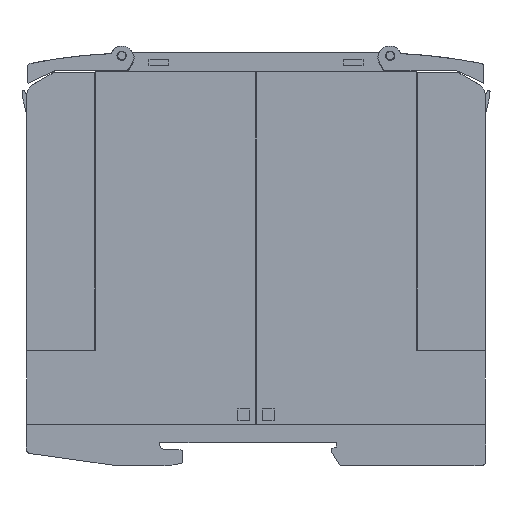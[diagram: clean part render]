
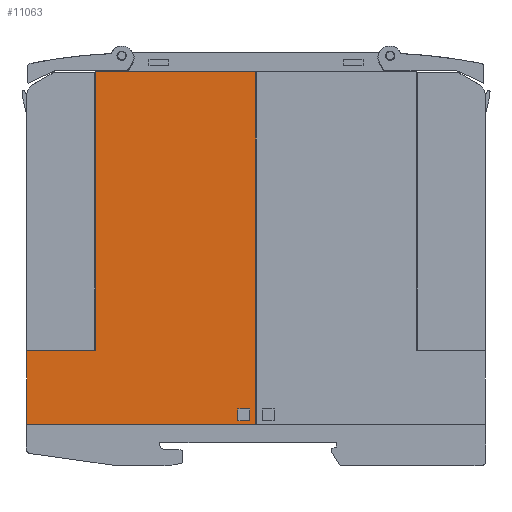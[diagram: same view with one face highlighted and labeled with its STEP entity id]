
A CAD part, left-side view. The second image highlights one B-rep face of the part: STEP entity #11063.
In plain terms, the highlighted planar face has unit normal (-1, 0, 0).
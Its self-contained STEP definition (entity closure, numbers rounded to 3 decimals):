
#11063=ADVANCED_FACE('',(#29028,#29029),#29030,.T.);
#15171=VERTEX_POINT('',#33180);
#15177=VERTEX_POINT('',#33186);
#15179=EDGE_CURVE('',#15177,#15171,#33188,.T.);
#15223=VERTEX_POINT('',#33232);
#15225=EDGE_CURVE('',#15223,#15177,#33234,.T.);
#24049=VERTEX_POINT('',#42058);
#24053=VERTEX_POINT('',#42062);
#24055=EDGE_CURVE('',#24053,#24049,#42064,.T.);
#24283=VERTEX_POINT('',#42292);
#24287=VERTEX_POINT('',#42296);
#24289=EDGE_CURVE('',#24287,#24283,#42298,.T.);
#24301=VERTEX_POINT('',#42310);
#24305=EDGE_CURVE('',#24283,#24301,#42314,.T.);
#24321=VERTEX_POINT('',#42330);
#24323=EDGE_CURVE('',#24321,#24053,#42332,.T.);
#24335=VERTEX_POINT('',#42344);
#24337=EDGE_CURVE('',#24335,#24287,#42346,.T.);
#24343=EDGE_CURVE('',#24301,#24335,#42352,.T.);
#24347=EDGE_CURVE('',#24321,#15171,#42356,.T.);
#24351=EDGE_CURVE('',#24049,#15223,#42360,.T.);
#29028=FACE_OUTER_BOUND('',#47027,.T.);
#29029=FACE_BOUND('',#47028,.T.);
#29030=PLANE('',#47029);
#33180=CARTESIAN_POINT('',(0.05,100.899,25.101));
#33186=CARTESIAN_POINT('',(0.05,85.799,25.101));
#33188=LINE('',#53821,#53822);
#33232=CARTESIAN_POINT('',(0.05,85.799,85.801));
#33234=LINE('',#53891,#53892);
#42058=CARTESIAN_POINT('',(0.05,50.999,85.801));
#42062=CARTESIAN_POINT('',(0.05,50.999,9.001));
#42064=LINE('',#68115,#68116);
#42292=CARTESIAN_POINT('',(0.05,54.899,9.801));
#42296=CARTESIAN_POINT('',(0.05,52.299,9.801));
#42298=LINE('',#68485,#68486);
#42310=CARTESIAN_POINT('',(0.05,54.899,12.401));
#42314=LINE('',#68513,#68514);
#42330=CARTESIAN_POINT('',(0.05,100.899,9.001));
#42332=LINE('',#68541,#68542);
#42344=CARTESIAN_POINT('',(0.05,52.299,12.401));
#42346=LINE('',#68563,#68564);
#42352=LINE('',#68575,#68576);
#42356=LINE('',#68583,#68584);
#42360=LINE('',#68591,#68592);
#47027=EDGE_LOOP('',(#82597,#82598,#82599,#82600,#82601,#82602));
#47028=EDGE_LOOP('',(#82603,#82604,#82605,#82606));
#47029=AXIS2_PLACEMENT_3D('',#82607,#82608,#82609);
#53821=CARTESIAN_POINT('',(0.05,72.199,25.101));
#53822=VECTOR('',#84587,1.0);
#53891=CARTESIAN_POINT('',(0.05,85.799,32.226));
#53892=VECTOR('',#84599,1.0);
#68115=CARTESIAN_POINT('',(0.05,50.999,9.001));
#68116=VECTOR('',#88077,1.0);
#68485=CARTESIAN_POINT('',(0.05,52.299,9.801));
#68486=VECTOR('',#88145,1.0);
#68513=CARTESIAN_POINT('',(0.05,54.899,10.051));
#68514=VECTOR('',#88151,1.0);
#68541=CARTESIAN_POINT('',(0.05,100.899,9.001));
#68542=VECTOR('',#88156,1.0);
#68563=CARTESIAN_POINT('',(0.05,52.299,10.051));
#68564=VECTOR('',#88160,1.0);
#68575=CARTESIAN_POINT('',(0.05,52.299,12.401));
#68576=VECTOR('',#88163,1.0);
#68583=CARTESIAN_POINT('',(0.05,100.899,9.001));
#68584=VECTOR('',#88165,1.0);
#68591=CARTESIAN_POINT('',(0.05,100.899,85.801));
#68592=VECTOR('',#88167,1.0);
#82597=ORIENTED_EDGE('',*,*,#15179,.T.);
#82598=ORIENTED_EDGE('',*,*,#24347,.F.);
#82599=ORIENTED_EDGE('',*,*,#24323,.T.);
#82600=ORIENTED_EDGE('',*,*,#24055,.T.);
#82601=ORIENTED_EDGE('',*,*,#24351,.T.);
#82602=ORIENTED_EDGE('',*,*,#15225,.T.);
#82603=ORIENTED_EDGE('',*,*,#24337,.T.);
#82604=ORIENTED_EDGE('',*,*,#24289,.T.);
#82605=ORIENTED_EDGE('',*,*,#24305,.T.);
#82606=ORIENTED_EDGE('',*,*,#24343,.T.);
#82607=CARTESIAN_POINT('',(0.05,50.999,9.001));
#82608=DIRECTION('',(-1.0,0.0,0.0));
#82609=DIRECTION('',(0.0,1.0,0.0));
#84587=DIRECTION('',(0.0,1.0,0.0));
#84599=DIRECTION('',(0.0,0.0,-1.0));
#88077=DIRECTION('',(0.0,0.0,1.0));
#88145=DIRECTION('',(0.0,1.0,0.0));
#88151=DIRECTION('',(0.0,0.0,1.0));
#88156=DIRECTION('',(0.0,-1.0,0.0));
#88160=DIRECTION('',(0.0,0.0,-1.0));
#88163=DIRECTION('',(0.0,-1.0,0.0));
#88165=DIRECTION('',(0.0,0.0,1.0));
#88167=DIRECTION('',(0.0,1.0,0.0));
